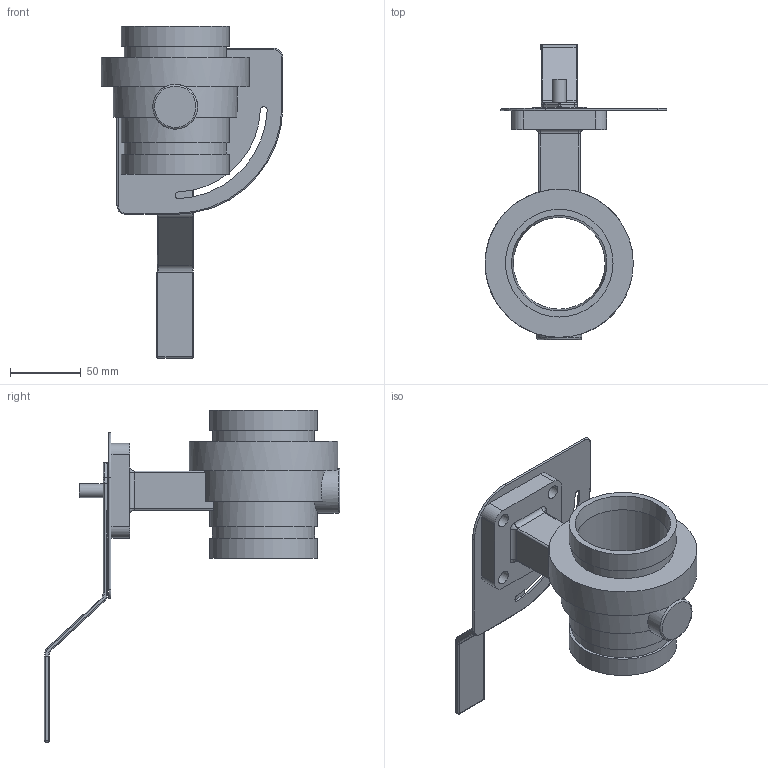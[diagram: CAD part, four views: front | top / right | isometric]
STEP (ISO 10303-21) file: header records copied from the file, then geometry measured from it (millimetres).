
FILE_DESCRIPTION (( 'STEP AP214' ), '1' );
FILE_NAME ('V100-AK-076 Typ E461 DN65 212 Ø76.1 1901.STEP', '2019-01-02T13:57:41', ( '' ), ( '' ), 'SwSTEP 2.0', 'SolidWorks 2016', '' );
FILE_SCHEMA (( 'AUTOMOTIVE_DESIGN' ));
Length unit declared in the file: millimetre
Products named in the file (1): V100-AK-076 Typ E461 DN65 212 Ø76.1 1901
Bounding box: 128.65 x 209.41 x 234.95 mm (x, y, z)
Volume: 376153.5 mm3; surface area: 111423.6 mm2
Topology: 1 solids, 2 shells, 305 faces, 754 edges, 486 vertices
Faces by surface type: plane 135, cylinder 72, bspline 71, torus 19, sphere 6, cone 2
Full cylindrical faces by diameter (mm): 8.331 x4, 9.652 x6, 31.75 x1, 38.1 x1, 54.102 x1, 65.024 x1, 72.263 x2, 76.2 x3, 104.902 x1
Entity records: 16707 total; most frequent: CARTESIAN_POINT 6557, ORIENTED_EDGE 1448, DIRECTION 1209, EDGE_CURVE 724, VERTEX_POINT 481, AXIS2_PLACEMENT_3D 404, LINE 401, VECTOR 401
